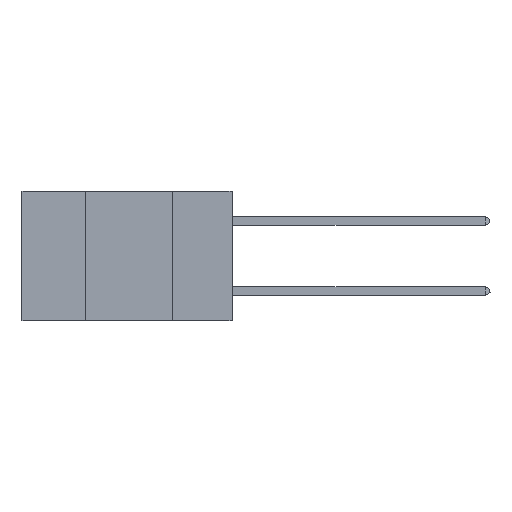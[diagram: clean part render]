
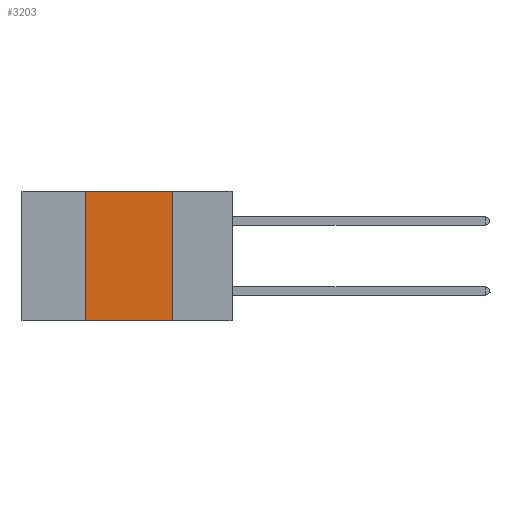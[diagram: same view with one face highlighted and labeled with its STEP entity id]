
A CAD part, left-side view. The second image highlights one B-rep face of the part: STEP entity #3203.
In plain terms, the highlighted planar face has unit normal (-1, 0, 0).
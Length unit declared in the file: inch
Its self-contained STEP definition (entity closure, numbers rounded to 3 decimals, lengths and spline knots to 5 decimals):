
#255 = LINE ( 'NONE', #39939, #39026 ) ;
#491 = CARTESIAN_POINT ( 'NONE',  ( 0., 0.42, 0. ) ) ;
#1825 = EDGE_CURVE ( 'NONE', #26161, #21000, #255, .T. ) ;
#2611 = DIRECTION ( 'NONE',  ( 0., -1., 0. ) ) ;
#3203 = ADVANCED_FACE ( 'NONE', ( #27671 ), #31031, .F. ) ;
#3462 = EDGE_CURVE ( 'NONE', #21000, #41807, #35017, .T. ) ;
#3927 = DIRECTION ( 'NONE',  ( 1., 0., 0. ) ) ;
#4567 = EDGE_CURVE ( 'NONE', #26161, #29810, #32818, .T. ) ;
#5451 = DIRECTION ( 'NONE',  ( 0., 0., -1. ) ) ;
#13926 = DIRECTION ( 'NONE',  ( 0., 0., -1. ) ) ;
#14185 = EDGE_LOOP ( 'NONE', ( #29595, #38668, #32094, #33711 ) ) ;
#14324 = VECTOR ( 'NONE', #5451, 39.37008 ) ;
#17127 = VECTOR ( 'NONE', #2611, 39.37008 ) ;
#19162 = CARTESIAN_POINT ( 'NONE',  ( 0., 0.6, -0.37 ) ) ;
#19779 = DIRECTION ( 'NONE',  ( 0., 0., 1. ) ) ;
#20898 = CARTESIAN_POINT ( 'NONE',  ( 0., 0.17, 0. ) ) ;
#21000 = VERTEX_POINT ( 'NONE', #491 ) ;
#22776 = CARTESIAN_POINT ( 'NONE',  ( 0., 0.17, -0.37 ) ) ;
#24447 = CARTESIAN_POINT ( 'NONE',  ( 0., 0.42, -0.37 ) ) ;
#26161 = VERTEX_POINT ( 'NONE', #24447 ) ;
#27671 = FACE_OUTER_BOUND ( 'NONE', #14185, .T. ) ;
#28190 = VECTOR ( 'NONE', #42917, 39.37008 ) ;
#28855 = CARTESIAN_POINT ( 'NONE',  ( 0., 0.17, 0. ) ) ;
#29595 = ORIENTED_EDGE ( 'NONE', *, *, #31711, .F. ) ;
#29810 = VERTEX_POINT ( 'NONE', #22776 ) ;
#31031 = PLANE ( 'NONE',  #32477 ) ;
#31711 = EDGE_CURVE ( 'NONE', #41807, #29810, #38908, .T. ) ;
#32094 = ORIENTED_EDGE ( 'NONE', *, *, #1825, .F. ) ;
#32469 = CARTESIAN_POINT ( 'NONE',  ( 0., 0.6, 0. ) ) ;
#32477 = AXIS2_PLACEMENT_3D ( 'NONE', #34257, #3927, #13926 ) ;
#32818 = LINE ( 'NONE', #19162, #17127 ) ;
#33711 = ORIENTED_EDGE ( 'NONE', *, *, #4567, .T. ) ;
#34257 = CARTESIAN_POINT ( 'NONE',  ( 0., 0.6, 0. ) ) ;
#35017 = LINE ( 'NONE', #32469, #28190 ) ;
#38668 = ORIENTED_EDGE ( 'NONE', *, *, #3462, .F. ) ;
#38908 = LINE ( 'NONE', #28855, #14324 ) ;
#39026 = VECTOR ( 'NONE', #19779, 39.37008 ) ;
#39939 = CARTESIAN_POINT ( 'NONE',  ( 0., 0.42, 0. ) ) ;
#41807 = VERTEX_POINT ( 'NONE', #20898 ) ;
#42917 = DIRECTION ( 'NONE',  ( 0., -1., 0. ) ) ;
